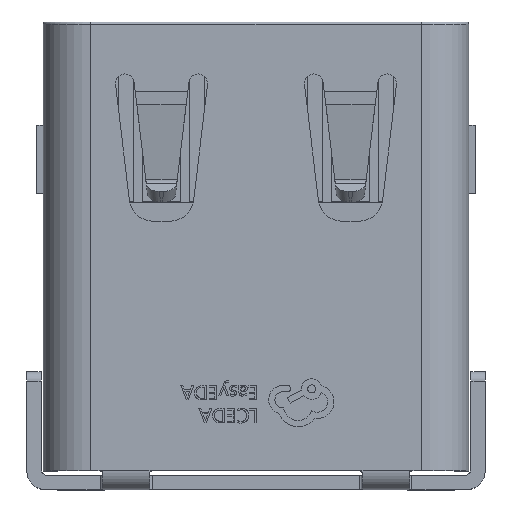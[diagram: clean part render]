
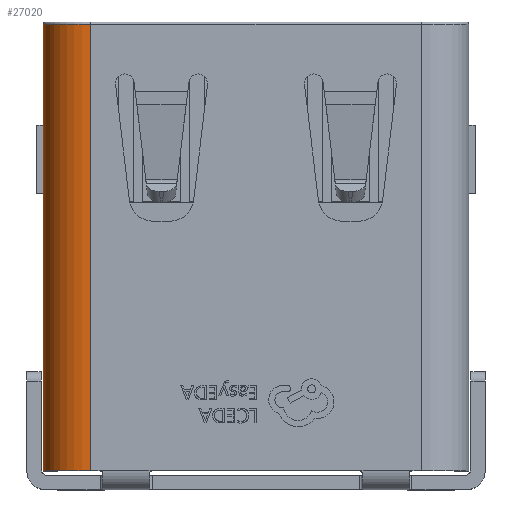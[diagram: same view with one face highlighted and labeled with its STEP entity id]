
A CAD part, top view. The second image highlights one B-rep face of the part: STEP entity #27020.
In plain terms, the highlighted cylindrical face has radius 1 mm (diameter 2 mm), a partial arc.
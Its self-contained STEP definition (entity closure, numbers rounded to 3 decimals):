
#454 = DIRECTION ( 'NONE',  ( 0., -1., 0. ) ) ;
#1056 = CARTESIAN_POINT ( 'NONE',  ( -3.5, 2.48, 3.31 ) ) ;
#1901 = EDGE_CURVE ( 'NONE', #23080, #32862, #12551, .T. ) ;
#2146 = VERTEX_POINT ( 'NONE', #24142 ) ;
#2970 = DIRECTION ( 'NONE',  ( 0., -1., 0. ) ) ;
#3428 = AXIS2_PLACEMENT_3D ( 'NONE', #16623, #13966, #26388 ) ;
#6100 = VECTOR ( 'NONE', #12357, 1000. ) ;
#6361 = CARTESIAN_POINT ( 'NONE',  ( -3.5, 2.53, 2.31 ) ) ;
#6671 = EDGE_CURVE ( 'NONE', #23080, #2146, #32616, .T. ) ;
#6777 = VERTEX_POINT ( 'NONE', #29670 ) ;
#6984 = DIRECTION ( 'NONE',  ( 0., 0., -1. ) ) ;
#8887 = CARTESIAN_POINT ( 'NONE',  ( -3.5, 2.53, 3.31 ) ) ;
#9258 = CIRCLE ( 'NONE', #3428, 1. ) ;
#9325 = DIRECTION ( 'NONE',  ( 0., -1., 0. ) ) ;
#9343 = VECTOR ( 'NONE', #9325, 1000. ) ;
#10529 = EDGE_LOOP ( 'NONE', ( #19896, #37962, #19489, #28909 ) ) ;
#12357 = DIRECTION ( 'NONE',  ( 0., -1., 0. ) ) ;
#12551 = LINE ( 'NONE', #8887, #6100 ) ;
#13966 = DIRECTION ( 'NONE',  ( 0., -1., 0. ) ) ;
#15266 = EDGE_CURVE ( 'NONE', #32862, #6777, #9258, .T. ) ;
#16092 = CARTESIAN_POINT ( 'NONE',  ( -4.5, 2.53, 2.31 ) ) ;
#16361 = FACE_OUTER_BOUND ( 'NONE', #10529, .T. ) ;
#16623 = CARTESIAN_POINT ( 'NONE',  ( -3.5, -6.97, 2.31 ) ) ;
#17702 = CARTESIAN_POINT ( 'NONE',  ( -3.5, 2.48, 2.31 ) ) ;
#19057 = CARTESIAN_POINT ( 'NONE',  ( -3.5, -6.97, 3.31 ) ) ;
#19489 = ORIENTED_EDGE ( 'NONE', *, *, #29826, .T. ) ;
#19896 = ORIENTED_EDGE ( 'NONE', *, *, #1901, .F. ) ;
#23080 = VERTEX_POINT ( 'NONE', #1056 ) ;
#24142 = CARTESIAN_POINT ( 'NONE',  ( -4.5, 2.48, 2.31 ) ) ;
#26388 = DIRECTION ( 'NONE',  ( 0., 0., -1. ) ) ;
#27020 = ADVANCED_FACE ( 'NONE', ( #16361 ), #28210, .T. ) ;
#28210 = CYLINDRICAL_SURFACE ( 'NONE', #30624, 1. ) ;
#28909 = ORIENTED_EDGE ( 'NONE', *, *, #15266, .F. ) ;
#29670 = CARTESIAN_POINT ( 'NONE',  ( -4.5, -6.97, 2.31 ) ) ;
#29826 = EDGE_CURVE ( 'NONE', #2146, #6777, #34626, .T. ) ;
#30132 = DIRECTION ( 'NONE',  ( 0., 0., -1. ) ) ;
#30624 = AXIS2_PLACEMENT_3D ( 'NONE', #6361, #454, #6984 ) ;
#32616 = CIRCLE ( 'NONE', #36514, 1. ) ;
#32862 = VERTEX_POINT ( 'NONE', #19057 ) ;
#34626 = LINE ( 'NONE', #16092, #9343 ) ;
#36514 = AXIS2_PLACEMENT_3D ( 'NONE', #17702, #2970, #30132 ) ;
#37962 = ORIENTED_EDGE ( 'NONE', *, *, #6671, .T. ) ;
